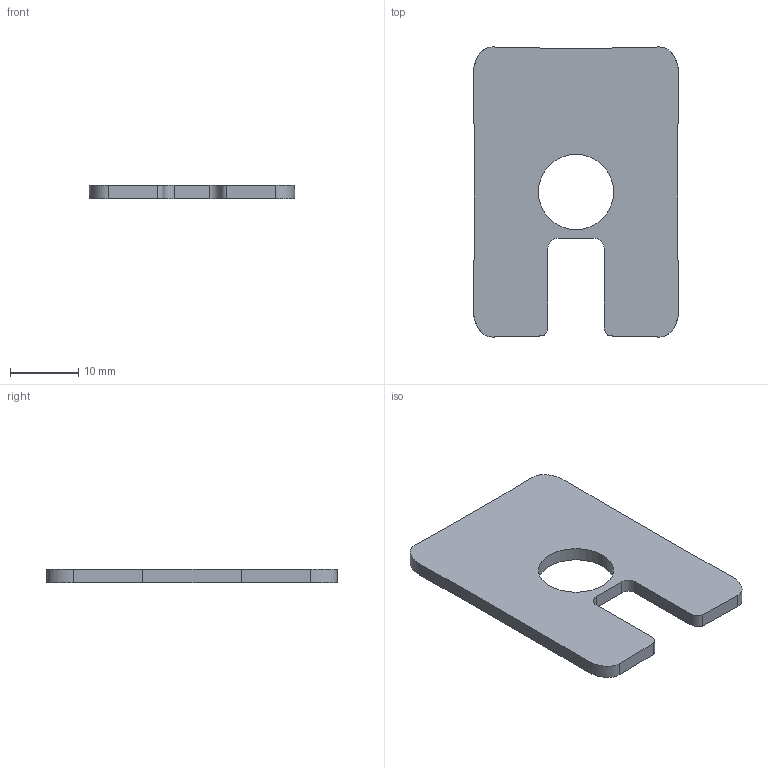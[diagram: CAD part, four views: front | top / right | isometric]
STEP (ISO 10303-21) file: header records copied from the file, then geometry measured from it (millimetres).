
FILE_DESCRIPTION(/* description */ ('Kunststoffecke 30 90°'),/* implementation_level */ '2;1');
FILE_NAME(/* name */ 'SV1661V-A.stp',/* time_stamp */ '2015-11-30T12:22:36+01:00',/* author */ ('Marina Kaa'),/* organization */ (''),/* preprocessor_version */ 'ST-DEVELOPER v15.6',/* originating_system */ 'Autodesk Inventor 2015',/* authorisation */ '');
FILE_SCHEMA (('AUTOMOTIVE_DESIGN { 1 0 10303 214 3 1 1 }'));
Length unit declared in the file: millimetre
Products named in the file (1): SV1661V-A
Bounding box: 30 x 42.43 x 2 mm (x, y, z)
Volume: 2081.3 mm3; surface area: 2481.6 mm2
Topology: 1 solids, 1 shells, 25 faces, 69 edges, 46 vertices
Faces by surface type: plane 16, bspline 6, cylinder 3
Full cylindrical faces by diameter (mm): 11 x1
Entity records: 830 total; most frequent: CARTESIAN_POINT 170, ORIENTED_EDGE 136, DIRECTION 126, EDGE_CURVE 68, LINE 50, VECTOR 50, VERTEX_POINT 46, AXIS2_PLACEMENT_3D 38
